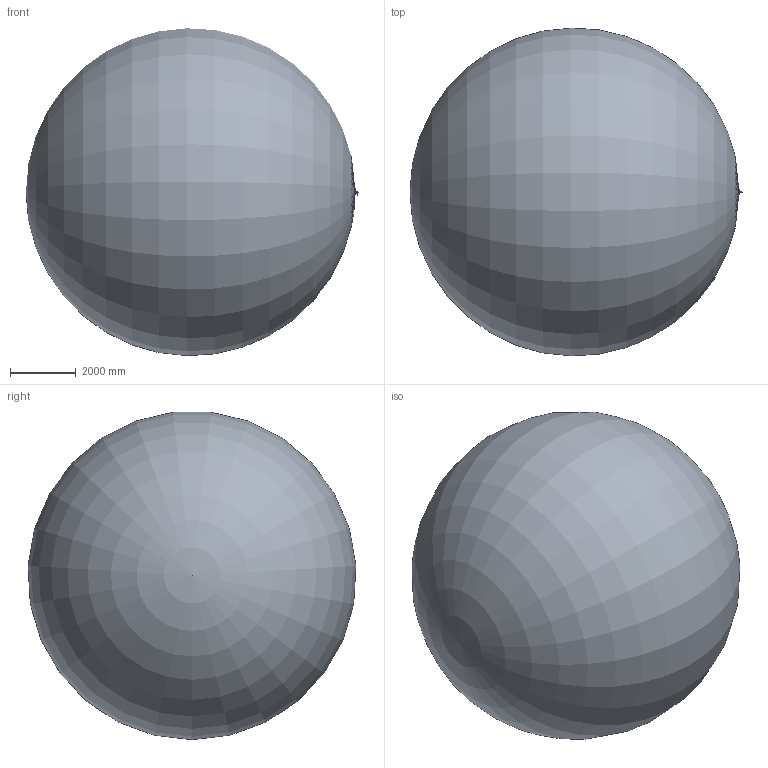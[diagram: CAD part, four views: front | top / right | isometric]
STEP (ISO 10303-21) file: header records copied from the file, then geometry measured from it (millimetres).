
FILE_DESCRIPTION(/* description */ ('Unknown'),/* implementation_level */ '2;1');
FILE_NAME(/* name */ '24092001',/* time_stamp */ '2022-09-08T12:25:09+02:00',/* author */ ('Unknown'),/* organization */ ('GROHE AG'),/* preprocessor_version */ 'ST-DEVELOPER v16.7',/* originating_system */ 'DEX',/* authorisation */ $);
FILE_SCHEMA (('AUTOMOTIVE_DESIGN {1 0 10303 214 3 1 1}'));
Length unit declared in the file: millimetre
Products named in the file (3): 24092001; id11; A4286283-2
Assembly tree (2 placements, depth 2):
  24092001
    id11
    A4286283-2
Bounding box: 10084.53 x 9960.97 x 9944.12 mm (x, y, z)
Volume: 521146970019.2 mm3; surface area: 313234304.9 mm2
Topology: 2 solids, 7 shells, 73 faces, 187 edges, 118 vertices
Faces by surface type: cylinder 25, bspline 22, plane 11, torus 10, cone 3, sphere 2
Full cylindrical faces by diameter (mm): 6.35 x1, 6.9 x1, 7.793 x1, 30 x1, 154.1 x1
Entity records: 3326 total; most frequent: CARTESIAN_POINT 1604, DIRECTION 315, ORIENTED_EDGE 305, EDGE_CURVE 169, AXIS2_PLACEMENT_3D 137, VERTEX_POINT 111, FACE_BOUND 84, EDGE_LOOP 83
